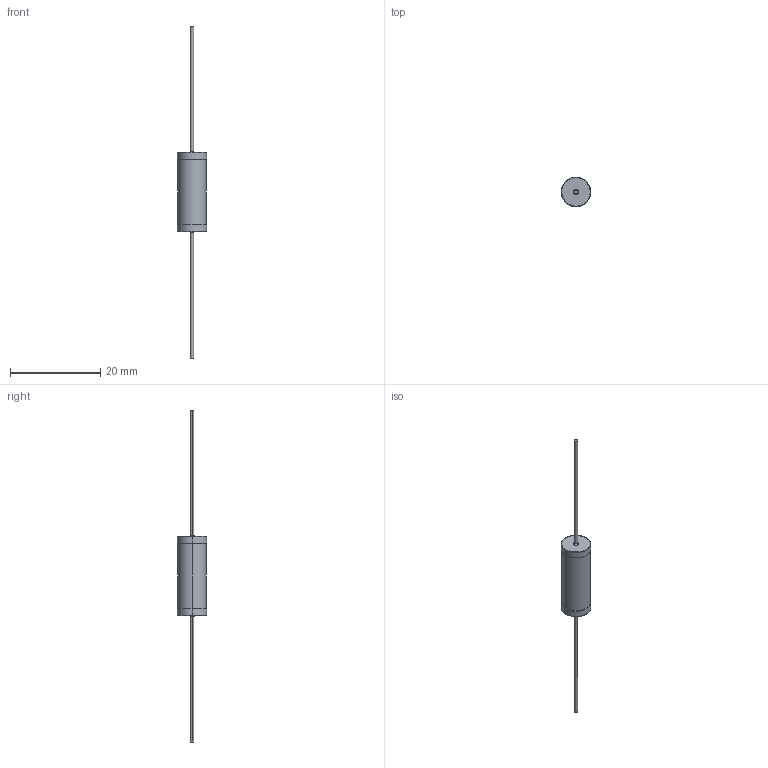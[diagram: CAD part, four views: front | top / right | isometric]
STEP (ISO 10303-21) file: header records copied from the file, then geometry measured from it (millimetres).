
FILE_DESCRIPTION (( 'STEP AP214' ), '1' );
FILE_NAME ('ROX5SSJ10R.STEP', '2023-02-21T10:08:19', ( 'ADMIN' ), ( '' ), 'SwSTEP 2.0', 'SolidWorks 2016', '' );
FILE_SCHEMA (( 'AUTOMOTIVE_DESIGN' ));
Length unit declared in the file: millimetre
Products named in the file (1): ROX5SSJ10R
Bounding box: 6.5 x 6.5 x 73.5 mm (x, y, z)
Volume: 576.6 mm3; surface area: 545.6 mm2
Topology: 1 solids, 1 shells, 34 faces, 86 edges, 56 vertices
Faces by surface type: bspline 12, cylinder 10, cone 8, plane 4
Entity records: 1250 total; most frequent: CARTESIAN_POINT 369, DIRECTION 192, ORIENTED_EDGE 172, AXIS2_PLACEMENT_3D 87, EDGE_CURVE 86, CIRCLE 64, VERTEX_POINT 56, EDGE_LOOP 36
